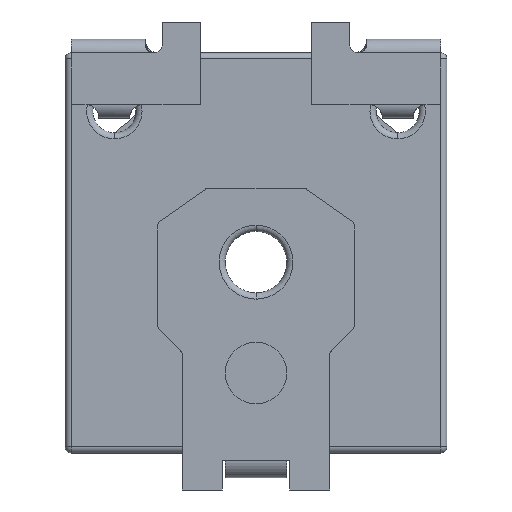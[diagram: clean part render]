
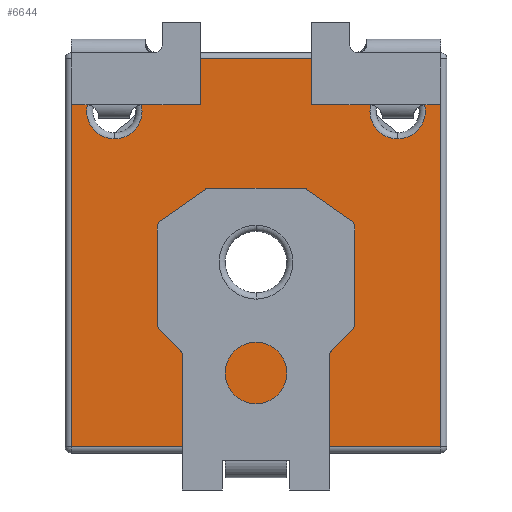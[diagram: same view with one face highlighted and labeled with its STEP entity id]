
A CAD part, front view. The second image highlights one B-rep face of the part: STEP entity #6644.
In plain terms, the highlighted planar face has unit normal (0, -1, 0).
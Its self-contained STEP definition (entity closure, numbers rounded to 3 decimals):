
#75 = EDGE_CURVE ( 'NONE', #4626, #376, #10337, .T. ) ;
#112 = CARTESIAN_POINT ( 'NONE',  ( 0., 0.11, -3.45 ) ) ;
#146 = EDGE_LOOP ( 'NONE', ( #8297, #3308, #7752, #1499 ) ) ;
#201 = CARTESIAN_POINT ( 'NONE',  ( 1.55, 0.11, -1.95 ) ) ;
#256 = DIRECTION ( 'NONE',  ( 0., 0., 1. ) ) ;
#287 = FACE_BOUND ( 'NONE', #4145, .T. ) ;
#338 = VERTEX_POINT ( 'NONE', #1088 ) ;
#376 = VERTEX_POINT ( 'NONE', #10659 ) ;
#510 = AXIS2_PLACEMENT_3D ( 'NONE', #4378, #5554, #10701 ) ;
#535 = CIRCLE ( 'NONE', #2733, 0.225 ) ;
#771 = DIRECTION ( 'NONE',  ( 0., -1., 0. ) ) ;
#933 = EDGE_LOOP ( 'NONE', ( #3624, #12296 ) ) ;
#1064 = CIRCLE ( 'NONE', #10823, 0.35 ) ;
#1088 = CARTESIAN_POINT ( 'NONE',  ( 1.55, 0.11, -1.6 ) ) ;
#1499 = ORIENTED_EDGE ( 'NONE', *, *, #11353, .T. ) ;
#1542 = CARTESIAN_POINT ( 'NONE',  ( 0., 0.11, 0. ) ) ;
#1698 = DIRECTION ( 'NONE',  ( 0., 0., 1. ) ) ;
#1763 = VERTEX_POINT ( 'NONE', #9017 ) ;
#1964 = CARTESIAN_POINT ( 'NONE',  ( 0.4, 0.11, -0.95 ) ) ;
#2063 = EDGE_CURVE ( 'NONE', #9456, #1763, #535, .T. ) ;
#2150 = CARTESIAN_POINT ( 'NONE',  ( 0.05, 0.11, -3.45 ) ) ;
#2348 = AXIS2_PLACEMENT_3D ( 'NONE', #1542, #11015, #7949 ) ;
#2361 = EDGE_CURVE ( 'NONE', #1763, #9456, #12582, .T. ) ;
#2733 = AXIS2_PLACEMENT_3D ( 'NONE', #3477, #5595, #256 ) ;
#2978 = ORIENTED_EDGE ( 'NONE', *, *, #4505, .F. ) ;
#3231 = CARTESIAN_POINT ( 'NONE',  ( 3.05, 0.11, 0. ) ) ;
#3308 = ORIENTED_EDGE ( 'NONE', *, *, #10416, .T. ) ;
#3344 = VERTEX_POINT ( 'NONE', #5095 ) ;
#3399 = CIRCLE ( 'NONE', #5006, 0.35 ) ;
#3477 = CARTESIAN_POINT ( 'NONE',  ( 0.4, 0.11, -0.725 ) ) ;
#3514 = CIRCLE ( 'NONE', #510, 0.225 ) ;
#3555 = LINE ( 'NONE', #11449, #11319 ) ;
#3624 = ORIENTED_EDGE ( 'NONE', *, *, #2361, .T. ) ;
#3979 = DIRECTION ( 'NONE',  ( -1., 0., 0. ) ) ;
#4145 = EDGE_LOOP ( 'NONE', ( #13125, #2978 ) ) ;
#4149 = DIRECTION ( 'NONE',  ( 0., 1., 0. ) ) ;
#4378 = CARTESIAN_POINT ( 'NONE',  ( 2.7, 0.11, -0.725 ) ) ;
#4399 = CARTESIAN_POINT ( 'NONE',  ( 3.05, 0.11, -3.45 ) ) ;
#4417 = DIRECTION ( 'NONE',  ( 1., 0., 0. ) ) ;
#4505 = EDGE_CURVE ( 'NONE', #338, #7529, #1064, .T. ) ;
#4626 = VERTEX_POINT ( 'NONE', #11397 ) ;
#4660 = ORIENTED_EDGE ( 'NONE', *, *, #75, .T. ) ;
#5006 = AXIS2_PLACEMENT_3D ( 'NONE', #201, #10781, #9586 ) ;
#5095 = CARTESIAN_POINT ( 'NONE',  ( 0.05, 0.11, -0.3 ) ) ;
#5267 = FACE_BOUND ( 'NONE', #933, .T. ) ;
#5554 = DIRECTION ( 'NONE',  ( 0., 1., 0. ) ) ;
#5570 = VERTEX_POINT ( 'NONE', #2150 ) ;
#5595 = DIRECTION ( 'NONE',  ( 0., 1., 0. ) ) ;
#5621 = LINE ( 'NONE', #3231, #10883 ) ;
#5635 = EDGE_CURVE ( 'NONE', #376, #4626, #3514, .T. ) ;
#5922 = CARTESIAN_POINT ( 'NONE',  ( 0.4, 0.11, -0.725 ) ) ;
#6011 = CARTESIAN_POINT ( 'NONE',  ( 1.55, 0.11, -1.95 ) ) ;
#6079 = VECTOR ( 'NONE', #4417, 1000. ) ;
#6644 = ADVANCED_FACE ( 'NONE', ( #9384, #5267, #7239, #287 ), #7856, .F. ) ;
#7239 = FACE_OUTER_BOUND ( 'NONE', #146, .T. ) ;
#7529 = VERTEX_POINT ( 'NONE', #8371 ) ;
#7752 = ORIENTED_EDGE ( 'NONE', *, *, #9090, .T. ) ;
#7856 = PLANE ( 'NONE',  #2348 ) ;
#7949 = DIRECTION ( 'NONE',  ( 0., 0., 1. ) ) ;
#8005 = DIRECTION ( 'NONE',  ( 0., 1., 0. ) ) ;
#8297 = ORIENTED_EDGE ( 'NONE', *, *, #13018, .T. ) ;
#8371 = CARTESIAN_POINT ( 'NONE',  ( 1.55, 0.11, -2.3 ) ) ;
#8795 = ORIENTED_EDGE ( 'NONE', *, *, #5635, .T. ) ;
#9017 = CARTESIAN_POINT ( 'NONE',  ( 0.4, 0.11, -0.5 ) ) ;
#9090 = EDGE_CURVE ( 'NONE', #12612, #11450, #5621, .T. ) ;
#9217 = LINE ( 'NONE', #112, #6079 ) ;
#9310 = VECTOR ( 'NONE', #12944, 1000. ) ;
#9384 = FACE_BOUND ( 'NONE', #12382, .T. ) ;
#9456 = VERTEX_POINT ( 'NONE', #1964 ) ;
#9586 = DIRECTION ( 'NONE',  ( 0., 0., -1. ) ) ;
#9599 = CARTESIAN_POINT ( 'NONE',  ( 3.05, 0.11, -0.3 ) ) ;
#10091 = AXIS2_PLACEMENT_3D ( 'NONE', #10481, #4149, #1698 ) ;
#10305 = LINE ( 'NONE', #13090, #9310 ) ;
#10337 = CIRCLE ( 'NONE', #10091, 0.225 ) ;
#10348 = EDGE_CURVE ( 'NONE', #7529, #338, #3399, .T. ) ;
#10416 = EDGE_CURVE ( 'NONE', #5570, #12612, #9217, .T. ) ;
#10481 = CARTESIAN_POINT ( 'NONE',  ( 2.7, 0.11, -0.725 ) ) ;
#10659 = CARTESIAN_POINT ( 'NONE',  ( 2.7, 0.11, -0.5 ) ) ;
#10701 = DIRECTION ( 'NONE',  ( 0., 0., 1. ) ) ;
#10781 = DIRECTION ( 'NONE',  ( 0., -1., 0. ) ) ;
#10823 = AXIS2_PLACEMENT_3D ( 'NONE', #6011, #771, #13521 ) ;
#10883 = VECTOR ( 'NONE', #11699, 1000. ) ;
#10993 = AXIS2_PLACEMENT_3D ( 'NONE', #5922, #8005, #12262 ) ;
#11015 = DIRECTION ( 'NONE',  ( 0., 1., 0. ) ) ;
#11319 = VECTOR ( 'NONE', #3979, 1000. ) ;
#11353 = EDGE_CURVE ( 'NONE', #11450, #3344, #3555, .T. ) ;
#11397 = CARTESIAN_POINT ( 'NONE',  ( 2.7, 0.11, -0.95 ) ) ;
#11449 = CARTESIAN_POINT ( 'NONE',  ( 0., 0.11, -0.3 ) ) ;
#11450 = VERTEX_POINT ( 'NONE', #9599 ) ;
#11699 = DIRECTION ( 'NONE',  ( 0., 0., 1. ) ) ;
#12262 = DIRECTION ( 'NONE',  ( 0., 0., 1. ) ) ;
#12296 = ORIENTED_EDGE ( 'NONE', *, *, #2063, .T. ) ;
#12382 = EDGE_LOOP ( 'NONE', ( #8795, #4660 ) ) ;
#12582 = CIRCLE ( 'NONE', #10993, 0.225 ) ;
#12612 = VERTEX_POINT ( 'NONE', #4399 ) ;
#12944 = DIRECTION ( 'NONE',  ( 0., 0., -1. ) ) ;
#13018 = EDGE_CURVE ( 'NONE', #3344, #5570, #10305, .T. ) ;
#13090 = CARTESIAN_POINT ( 'NONE',  ( 0.05, 0.11, 0. ) ) ;
#13125 = ORIENTED_EDGE ( 'NONE', *, *, #10348, .F. ) ;
#13521 = DIRECTION ( 'NONE',  ( 0., 0., -1. ) ) ;
